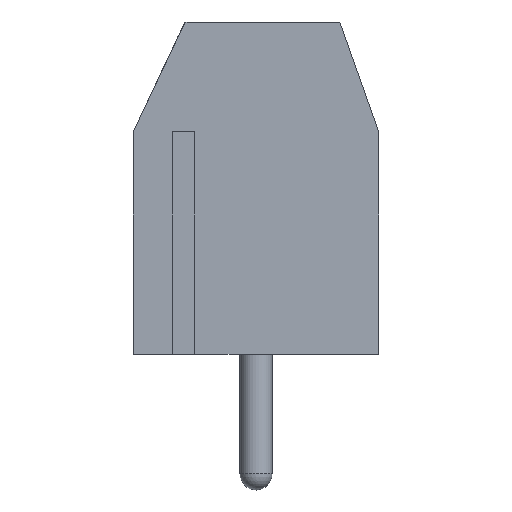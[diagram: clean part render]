
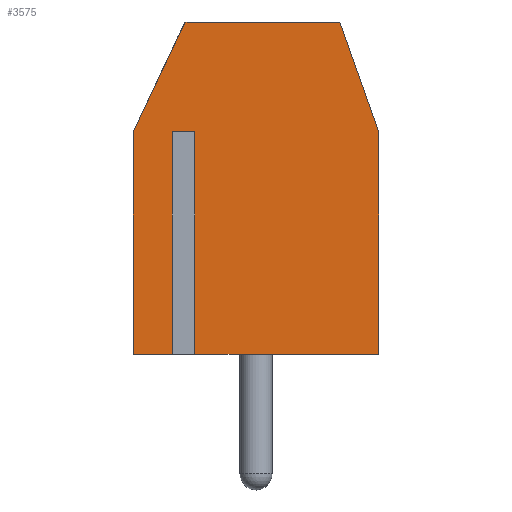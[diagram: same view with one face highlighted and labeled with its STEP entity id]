
A CAD part, left-side view. The second image highlights one B-rep face of the part: STEP entity #3575.
In plain terms, the highlighted planar face has unit normal (-1, 0, 0).
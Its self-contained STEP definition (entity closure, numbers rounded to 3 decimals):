
#135=PLANE('',#3828);
#344=LINE('',#5270,#761);
#351=LINE('',#5289,#768);
#361=LINE('',#5312,#778);
#362=LINE('',#5321,#779);
#363=LINE('',#5323,#780);
#364=LINE('',#5325,#781);
#365=LINE('',#5327,#782);
#366=LINE('',#5329,#783);
#367=LINE('',#5331,#784);
#368=LINE('',#5332,#785);
#761=VECTOR('',#4268,10.);
#768=VECTOR('',#4283,10.);
#778=VECTOR('',#4301,10.);
#779=VECTOR('',#4312,10.);
#780=VECTOR('',#4313,10.);
#781=VECTOR('',#4314,10.);
#782=VECTOR('',#4315,10.);
#783=VECTOR('',#4316,10.);
#784=VECTOR('',#4317,10.);
#785=VECTOR('',#4318,10.);
#1169=FACE_OUTER_BOUND('',#1374,.T.);
#1374=EDGE_LOOP('',(#2727,#2728,#2729,#2730,#2731,#2732,#2733,#2734,#2735,
#2736));
#1679=VERTEX_POINT('',#5267);
#1680=VERTEX_POINT('',#5269);
#1688=VERTEX_POINT('',#5287);
#1697=VERTEX_POINT('',#5310);
#1700=VERTEX_POINT('',#5320);
#1701=VERTEX_POINT('',#5322);
#1702=VERTEX_POINT('',#5324);
#1703=VERTEX_POINT('',#5326);
#1704=VERTEX_POINT('',#5328);
#1705=VERTEX_POINT('',#5330);
#2063=EDGE_CURVE('',#1679,#1680,#344,.T.);
#2073=EDGE_CURVE('',#1688,#1679,#351,.T.);
#2085=EDGE_CURVE('',#1697,#1688,#361,.T.);
#2090=EDGE_CURVE('',#1700,#1697,#362,.T.);
#2091=EDGE_CURVE('',#1701,#1700,#363,.T.);
#2092=EDGE_CURVE('',#1701,#1702,#364,.T.);
#2093=EDGE_CURVE('',#1703,#1702,#365,.T.);
#2094=EDGE_CURVE('',#1704,#1703,#366,.T.);
#2095=EDGE_CURVE('',#1705,#1704,#367,.T.);
#2096=EDGE_CURVE('',#1705,#1680,#368,.T.);
#2727=ORIENTED_EDGE('',*,*,#2063,.F.);
#2728=ORIENTED_EDGE('',*,*,#2073,.F.);
#2729=ORIENTED_EDGE('',*,*,#2085,.F.);
#2730=ORIENTED_EDGE('',*,*,#2090,.F.);
#2731=ORIENTED_EDGE('',*,*,#2091,.F.);
#2732=ORIENTED_EDGE('',*,*,#2092,.T.);
#2733=ORIENTED_EDGE('',*,*,#2093,.F.);
#2734=ORIENTED_EDGE('',*,*,#2094,.F.);
#2735=ORIENTED_EDGE('',*,*,#2095,.F.);
#2736=ORIENTED_EDGE('',*,*,#2096,.T.);
#3575=ADVANCED_FACE('',(#1169),#135,.T.);
#3828=AXIS2_PLACEMENT_3D('',#5319,#4310,#4311);
#4268=DIRECTION('',(0.,-0.333,-0.943));
#4283=DIRECTION('',(0.,-1.,0.));
#4301=DIRECTION('',(0.,-0.426,0.905));
#4310=DIRECTION('center_axis',(-1.,0.,0.));
#4311=DIRECTION('ref_axis',(0.,-1.,0.));
#4312=DIRECTION('',(0.,0.,1.));
#4313=DIRECTION('',(0.,1.,0.));
#4314=DIRECTION('',(0.,0.,1.));
#4315=DIRECTION('',(0.,1.,0.));
#4316=DIRECTION('',(0.,0.,1.));
#4317=DIRECTION('',(0.,1.,0.));
#4318=DIRECTION('',(0.,0.,1.));
#5267=CARTESIAN_POINT('',(0.,-6.4,10.3));
#5269=CARTESIAN_POINT('',(0.,-7.6,6.9));
#5270=CARTESIAN_POINT('',(0.,-7.962,5.875));
#5287=CARTESIAN_POINT('',(0.,-1.6,10.3));
#5289=CARTESIAN_POINT('',(0.,-7.6,10.3));
#5310=CARTESIAN_POINT('',(0.,0.,6.9));
#5312=CARTESIAN_POINT('',(0.,0.929,4.925));
#5319=CARTESIAN_POINT('Origin',(0.,0.,0.));
#5320=CARTESIAN_POINT('',(0.,0.,0.));
#5321=CARTESIAN_POINT('',(0.,0.,0.));
#5322=CARTESIAN_POINT('',(0.,-1.35,0.));
#5323=CARTESIAN_POINT('',(0.,-7.6,0.));
#5324=CARTESIAN_POINT('',(0.,-1.35,6.9));
#5325=CARTESIAN_POINT('',(0.,-1.35,0.));
#5326=CARTESIAN_POINT('',(0.,-1.75,6.9));
#5327=CARTESIAN_POINT('',(0.,-1.9,6.9));
#5328=CARTESIAN_POINT('',(0.,-1.75,0.));
#5329=CARTESIAN_POINT('',(0.,-1.75,0.));
#5330=CARTESIAN_POINT('',(0.,-7.6,0.));
#5331=CARTESIAN_POINT('',(0.,-7.6,0.));
#5332=CARTESIAN_POINT('',(0.,-7.6,0.));
